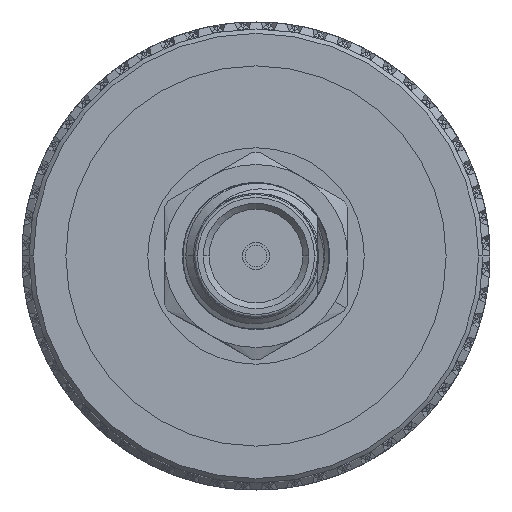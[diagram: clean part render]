
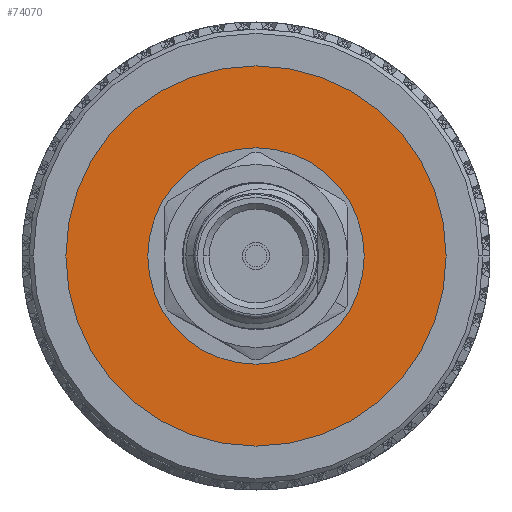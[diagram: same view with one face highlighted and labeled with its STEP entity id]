
A CAD part, left-side view. The second image highlights one B-rep face of the part: STEP entity #74070.
In plain terms, the highlighted face is planar.
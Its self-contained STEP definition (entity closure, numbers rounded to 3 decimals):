
#285 = EDGE_CURVE ( 'NONE', #83443, #49876, #7394, .T. ) ;
#6252 = CARTESIAN_POINT ( 'NONE',  ( 25.73, 0., 0. ) ) ;
#6635 = DIRECTION ( 'NONE',  ( 0., 1., 0. ) ) ;
#7316 = DIRECTION ( 'NONE',  ( 1., 0., 0. ) ) ;
#7394 = CIRCLE ( 'NONE', #86010, 3.81 ) ;
#16088 = CARTESIAN_POINT ( 'NONE',  ( 25.73, 0., 0. ) ) ;
#16471 = EDGE_CURVE ( 'NONE', #73087, #90485, #33105, .T. ) ;
#22651 = DIRECTION ( 'NONE',  ( 1., 0., 0. ) ) ;
#25096 = AXIS2_PLACEMENT_3D ( 'NONE', #84063, #112259, #36743 ) ;
#25625 = ORIENTED_EDGE ( 'NONE', *, *, #285, .F. ) ;
#26976 = CARTESIAN_POINT ( 'NONE',  ( 25.73, 0., 0. ) ) ;
#30882 = ORIENTED_EDGE ( 'NONE', *, *, #54365, .T. ) ;
#32377 = ORIENTED_EDGE ( 'NONE', *, *, #16471, .T. ) ;
#32747 = DIRECTION ( 'NONE',  ( 0., 1., 0. ) ) ;
#33105 = CIRCLE ( 'NONE', #48874, 8.255 ) ;
#35433 = ORIENTED_EDGE ( 'NONE', *, *, #116021, .F. ) ;
#35617 = FACE_BOUND ( 'NONE', #97268, .T. ) ;
#36743 = DIRECTION ( 'NONE',  ( 0., 1., 0. ) ) ;
#43438 = CIRCLE ( 'NONE', #88596, 8.255 ) ;
#44866 = DIRECTION ( 'NONE',  ( 0., 1., 0. ) ) ;
#45006 = DIRECTION ( 'NONE',  ( 1., 0., 0. ) ) ;
#48874 = AXIS2_PLACEMENT_3D ( 'NONE', #108611, #22651, #6635 ) ;
#49876 = VERTEX_POINT ( 'NONE', #112467 ) ;
#51932 = EDGE_LOOP ( 'NONE', ( #30882, #32377 ) ) ;
#53660 = AXIS2_PLACEMENT_3D ( 'NONE', #26976, #7316, #44866 ) ;
#54060 = FACE_OUTER_BOUND ( 'NONE', #51932, .T. ) ;
#54365 = EDGE_CURVE ( 'NONE', #90485, #73087, #43438, .T. ) ;
#55564 = CARTESIAN_POINT ( 'NONE',  ( 25.73, -8.255, 0. ) ) ;
#72114 = DIRECTION ( 'NONE',  ( 1., 0., 0. ) ) ;
#72812 = CARTESIAN_POINT ( 'NONE',  ( 25.73, -3.81, 0. ) ) ;
#73087 = VERTEX_POINT ( 'NONE', #98317 ) ;
#74070 = ADVANCED_FACE ( 'NONE', ( #54060, #35617 ), #89725, .T. ) ;
#83443 = VERTEX_POINT ( 'NONE', #72812 ) ;
#84063 = CARTESIAN_POINT ( 'NONE',  ( 25.73, 0., 0. ) ) ;
#86010 = AXIS2_PLACEMENT_3D ( 'NONE', #6252, #45006, #102062 ) ;
#88596 = AXIS2_PLACEMENT_3D ( 'NONE', #16088, #72114, #32747 ) ;
#89725 = PLANE ( 'NONE',  #53660 ) ;
#90485 = VERTEX_POINT ( 'NONE', #55564 ) ;
#97268 = EDGE_LOOP ( 'NONE', ( #25625, #35433 ) ) ;
#98317 = CARTESIAN_POINT ( 'NONE',  ( 25.73, 8.255, 0. ) ) ;
#102062 = DIRECTION ( 'NONE',  ( 0., 1., 0. ) ) ;
#105528 = CIRCLE ( 'NONE', #25096, 3.81 ) ;
#108611 = CARTESIAN_POINT ( 'NONE',  ( 25.73, 0., 0. ) ) ;
#112259 = DIRECTION ( 'NONE',  ( 1., 0., 0. ) ) ;
#112467 = CARTESIAN_POINT ( 'NONE',  ( 25.73, 3.81, 0. ) ) ;
#116021 = EDGE_CURVE ( 'NONE', #49876, #83443, #105528, .T. ) ;
